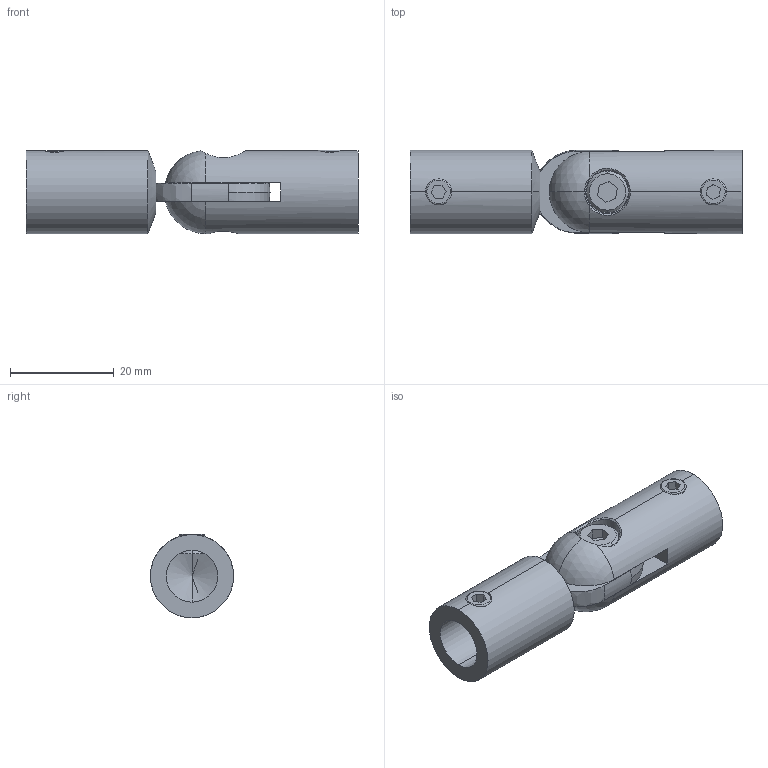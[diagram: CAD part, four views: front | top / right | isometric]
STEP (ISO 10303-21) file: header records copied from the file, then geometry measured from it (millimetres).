
FILE_DESCRIPTION (( 'STEP AP203' ), '1' );
FILE_NAME ('3D_GT3452_10_188734980.STEP', '2024-10-22T09:07:07', ( '' ), ( '' ), 'SwSTEP 2.0', 'SolidWorks 2023', '' );
FILE_SCHEMA (( 'CONFIG_CONTROL_DESIGN' ));
Length unit declared in the file: millimetre
Products named in the file (1): 3D_GT3452_10_188734980
Bounding box: 63.89 x 16 x 16.05 mm (x, y, z)
Volume: 8715.1 mm3; surface area: 6775.8 mm2
Topology: 5 solids, 5 shells, 96 faces, 230 edges, 139 vertices
Faces by surface type: plane 37, cylinder 30, cone 14, sphere 6, bspline 5, torus 4
Entity records: 4261 total; most frequent: CARTESIAN_POINT 1974, DIRECTION 469, ORIENTED_EDGE 448, EDGE_CURVE 224, AXIS2_PLACEMENT_3D 178, VERTEX_POINT 139, LINE 113, VECTOR 113
